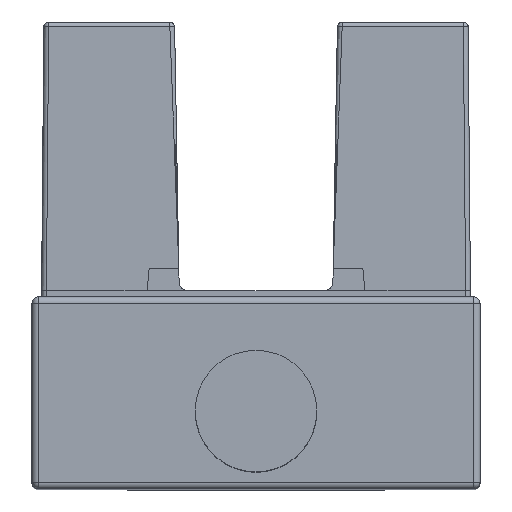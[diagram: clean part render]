
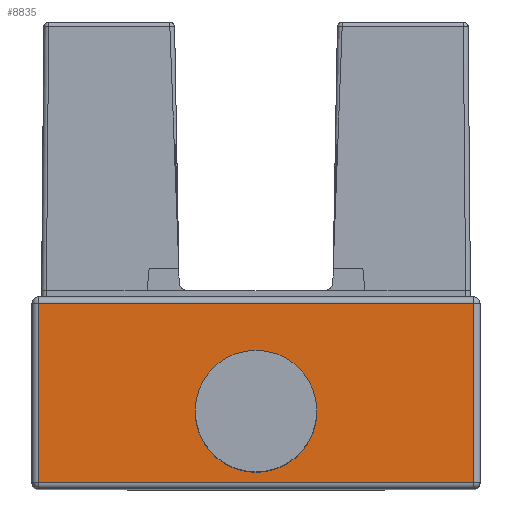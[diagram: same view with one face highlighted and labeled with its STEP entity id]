
A CAD part, top view. The second image highlights one B-rep face of the part: STEP entity #8835.
In plain terms, the highlighted planar face has unit normal (0, 0, 1).
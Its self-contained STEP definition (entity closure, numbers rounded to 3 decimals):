
#3206=DIRECTION('',(0.,1.,0.));
#3207=VECTOR('',#3206,5.6);
#3208=CARTESIAN_POINT('',(6.8,-12.4,10.1));
#3209=LINE('',#3208,#3207);
#3210=DIRECTION('',(1.,0.,0.));
#3211=VECTOR('',#3210,13.6);
#3212=CARTESIAN_POINT('',(-6.8,-12.4,10.1));
#3213=LINE('',#3212,#3211);
#3214=DIRECTION('',(0.,-1.,0.));
#3215=VECTOR('',#3214,5.6);
#3216=CARTESIAN_POINT('',(-6.8,-6.8,10.1));
#3217=LINE('',#3216,#3215);
#3218=DIRECTION('',(-1.,0.,0.));
#3219=VECTOR('',#3218,13.6);
#3220=CARTESIAN_POINT('',(6.8,-6.8,10.1));
#3221=LINE('',#3220,#3219);
#3410=CARTESIAN_POINT('',(0.,-10.185,10.1));
#3411=DIRECTION('',(0.,0.,-1.));
#3412=DIRECTION('',(1.,0.,0.));
#3413=AXIS2_PLACEMENT_3D('',#3410,#3411,#3412);
#3419=CARTESIAN_POINT('',(0.,-10.185,10.1));
#3420=DIRECTION('',(0.,0.,-1.));
#3421=DIRECTION('',(-1.,0.,0.));
#3422=AXIS2_PLACEMENT_3D('',#3419,#3420,#3421);
#4394=CARTESIAN_POINT('',(6.8,-12.4,10.1));
#4395=CARTESIAN_POINT('',(6.8,-6.8,10.1));
#4396=VERTEX_POINT('',#4394);
#4397=VERTEX_POINT('',#4395);
#4402=CARTESIAN_POINT('',(-6.8,-6.8,10.1));
#4403=VERTEX_POINT('',#4402);
#4408=CARTESIAN_POINT('',(-6.8,-12.4,10.1));
#4409=VERTEX_POINT('',#4408);
#4688=CARTESIAN_POINT('',(1.9,-10.185,10.1));
#4689=CARTESIAN_POINT('',(-1.9,-10.185,10.1));
#4690=VERTEX_POINT('',#4688);
#4691=VERTEX_POINT('',#4689);
#8815=CARTESIAN_POINT('',(0.,0.,10.1));
#8816=DIRECTION('',(0.,0.,1.));
#8817=DIRECTION('',(1.,0.,0.));
#8818=AXIS2_PLACEMENT_3D('',#8815,#8816,#8817);
#8819=PLANE('',#8818);
#8820=ORIENTED_EDGE('',*,*,#8805,.F.);
#8822=ORIENTED_EDGE('',*,*,#8821,.F.);
#8824=ORIENTED_EDGE('',*,*,#8823,.F.);
#8826=ORIENTED_EDGE('',*,*,#8825,.F.);
#8827=EDGE_LOOP('',(#8820,#8822,#8824,#8826));
#8828=FACE_OUTER_BOUND('',#8827,.F.);
#8830=ORIENTED_EDGE('',*,*,#8829,.F.);
#8832=ORIENTED_EDGE('',*,*,#8831,.F.);
#8833=EDGE_LOOP('',(#8830,#8832));
#8834=FACE_BOUND('',#8833,.F.);
#8835=ADVANCED_FACE('',(#8828,#8834),#8819,.T.);
#3414=CIRCLE('',#3413,1.9);
#3423=CIRCLE('',#3422,1.9);
#8805=EDGE_CURVE('',#4396,#4397,#3209,.T.);
#8821=EDGE_CURVE('',#4409,#4396,#3213,.T.);
#8823=EDGE_CURVE('',#4403,#4409,#3217,.T.);
#8825=EDGE_CURVE('',#4397,#4403,#3221,.T.);
#8829=EDGE_CURVE('',#4690,#4691,#3414,.T.);
#8831=EDGE_CURVE('',#4691,#4690,#3423,.T.);
